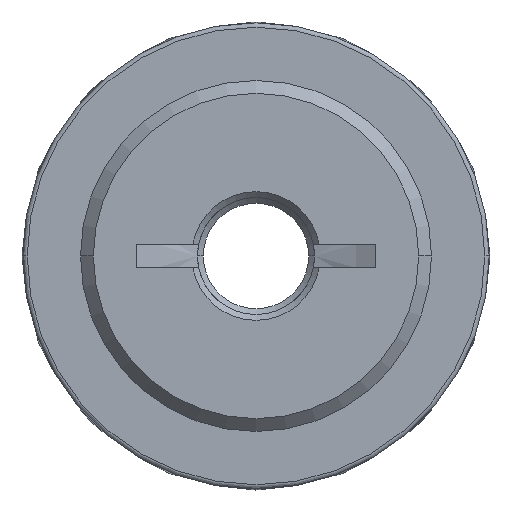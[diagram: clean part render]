
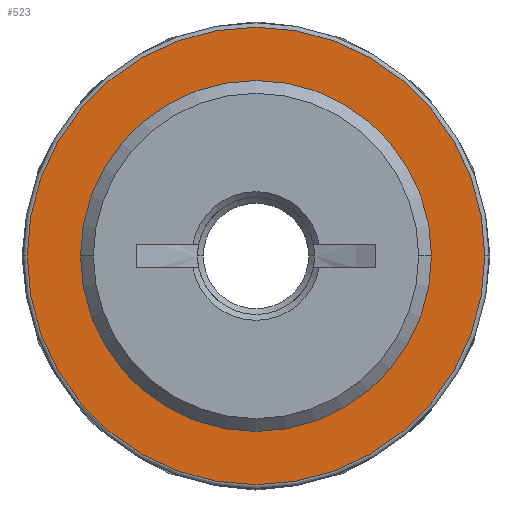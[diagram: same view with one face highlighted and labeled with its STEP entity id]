
A CAD part, left-side view. The second image highlights one B-rep face of the part: STEP entity #523.
In plain terms, the highlighted planar face has unit normal (-1, 0, 0).
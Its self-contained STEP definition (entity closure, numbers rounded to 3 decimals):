
#419=CARTESIAN_POINT('POINT28',(-11.6,
   6.,0.));
#420=VERTEX_POINT('VERTEX28',#419);
#427=CARTESIAN_POINT('POINT29',(-11.6,
   -6.,0.));
#428=VERTEX_POINT('VERTEX29',#427);
#429=CARTESIAN_POINT('POS30',(-11.6,
   0.,0.));
#430=DIRECTION('DIR45',(1.,0.,
   0.));
#431=DIRECTION('DIR46',(0.,1.,
   0.));
#432=AXIS2_PLACEMENT_3D('AXIS16',#429,#430,#431);
#433=CIRCLE('ELLIPSE8',#432,6.);
#434=EDGE_CURVE('EDGE42',#428,#420,#433,.T.);
#454=EDGE_CURVE('EDGE44',#420,#428,#433,.T.);
#499=CARTESIAN_POINT('POINT32',(-11.6,
   7.821,0.));
#500=VERTEX_POINT('VERTEX32',#499);
#501=CARTESIAN_POINT('POINT33',(-11.6,
   -7.821,0.));
#502=VERTEX_POINT('VERTEX33',#501);
#503=CARTESIAN_POINT('POS37',(-11.6,
   0.,0.));
#504=DIRECTION('DIR56',(1.,0.,
   0.));
#505=DIRECTION('DIR57',(0.,1.,
   0.));
#506=AXIS2_PLACEMENT_3D('AXIS20',#503,#504,#505);
#507=CIRCLE('ELLIPSE10',#506,7.821);
#508=EDGE_CURVE('EDGE49',#500,#502,#507,.T.);
#509=ORIENTED_EDGE('COEDGE93',*,*,#508,.F.);
#510=EDGE_CURVE('EDGE50',#502,#500,#507,.T.);
#511=ORIENTED_EDGE('COEDGE94',*,*,#510,.F.);
#512=EDGE_LOOP('NONE',(#509,#511));
#513=FACE_BOUND('LOOP1',#512,.T.);
#514=ORIENTED_EDGE('COEDGE95',*,*,#454,.T.);
#515=ORIENTED_EDGE('COEDGE96',*,*,#434,.T.);
#516=EDGE_LOOP('NONE',(#514,#515));
#517=FACE_BOUND('LOOP1',#516,.T.);
#518=CARTESIAN_POINT('POS38',(-11.6,
   6.911,0.));
#519=DIRECTION('DIR58',(-1.,0.,
   0.));
#520=DIRECTION('DIR59',(0.,1.,
   0.));
#521=AXIS2_PLACEMENT_3D('AXIS21',#518,#519,#520);
#522=PLANE('PLANE5',#521);
#523=ADVANCED_FACE('FACE19',(#513,#517),#522,.T.);
